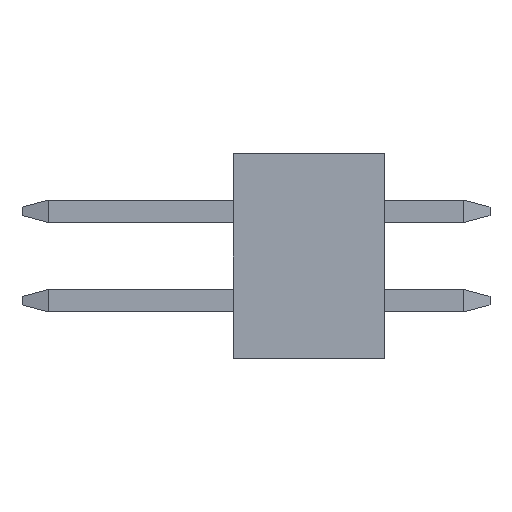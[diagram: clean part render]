
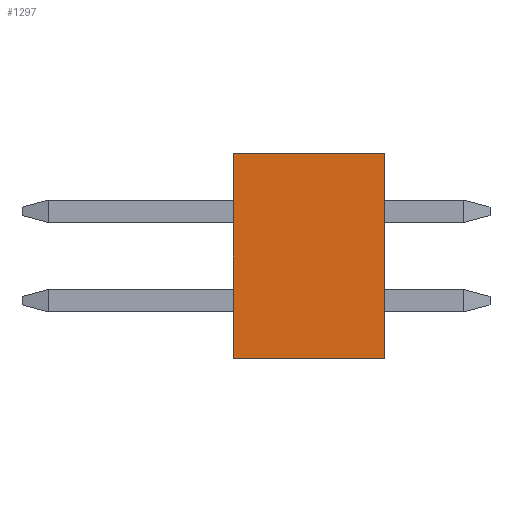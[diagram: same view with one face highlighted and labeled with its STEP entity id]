
A CAD part, left-side view. The second image highlights one B-rep face of the part: STEP entity #1297.
In plain terms, the highlighted planar face has unit normal (-1, 0, 0).
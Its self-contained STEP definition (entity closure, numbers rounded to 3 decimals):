
#189 = PLANE ( 'NONE',  #1464 ) ;
#193 = CARTESIAN_POINT ( 'NONE',  ( -0.227, 4.29, 0. ) ) ;
#252 = DIRECTION ( 'NONE',  ( 0., 0., -1. ) ) ;
#272 = DIRECTION ( 'NONE',  ( 1., 0., 0. ) ) ;
#280 = CARTESIAN_POINT ( 'NONE',  ( -0.227, 4.29, 0. ) ) ;
#305 = CARTESIAN_POINT ( 'NONE',  ( -0.227, 0., 0. ) ) ;
#335 = CARTESIAN_POINT ( 'NONE',  ( -0.227, 0., 0. ) ) ;
#342 = CARTESIAN_POINT ( 'NONE',  ( -0.227, 0., -5.8 ) ) ;
#365 = DIRECTION ( 'NONE',  ( 0., 0., 1. ) ) ;
#378 = CARTESIAN_POINT ( 'NONE',  ( -0.227, 4.29, -5.8 ) ) ;
#381 = CARTESIAN_POINT ( 'NONE',  ( -0.227, 4.29, 0. ) ) ;
#387 = DIRECTION ( 'NONE',  ( 0., 0., 1. ) ) ;
#497 = FACE_OUTER_BOUND ( 'NONE', #848, .T. ) ;
#507 = LINE ( 'NONE', #335, #567 ) ;
#556 = LINE ( 'NONE', #381, #558 ) ;
#558 = VECTOR ( 'NONE', #365, 1000. ) ;
#567 = VECTOR ( 'NONE', #387, 1000. ) ;
#848 = EDGE_LOOP ( 'NONE', ( #1485, #1040, #1483, #1487 ) ) ;
#935 = LINE ( 'NONE', #1589, #946 ) ;
#946 = VECTOR ( 'NONE', #1607, 1000. ) ;
#957 = LINE ( 'NONE', #1531, #959 ) ;
#959 = VECTOR ( 'NONE', #1552, 1000. ) ;
#1040 = ORIENTED_EDGE ( 'NONE', *, *, #1067, .F. ) ;
#1067 = EDGE_CURVE ( 'NONE', #1541, #1719, #957, .T. ) ;
#1075 = EDGE_CURVE ( 'NONE', #1731, #1752, #935, .T. ) ;
#1297 = ADVANCED_FACE ( 'NONE', ( #497 ), #189, .F. ) ;
#1464 = AXIS2_PLACEMENT_3D ( 'NONE', #193, #272, #252 ) ;
#1483 = ORIENTED_EDGE ( 'NONE', *, *, #1766, .F. ) ;
#1485 = ORIENTED_EDGE ( 'NONE', *, *, #1771, .T. ) ;
#1487 = ORIENTED_EDGE ( 'NONE', *, *, #1075, .T. ) ;
#1531 = CARTESIAN_POINT ( 'NONE',  ( -0.227, 4.29, 0. ) ) ;
#1541 = VERTEX_POINT ( 'NONE', #280 ) ;
#1552 = DIRECTION ( 'NONE',  ( 0., -1., 0. ) ) ;
#1589 = CARTESIAN_POINT ( 'NONE',  ( -0.227, 4.29, -5.8 ) ) ;
#1607 = DIRECTION ( 'NONE',  ( 0., -1., 0. ) ) ;
#1719 = VERTEX_POINT ( 'NONE', #305 ) ;
#1731 = VERTEX_POINT ( 'NONE', #378 ) ;
#1752 = VERTEX_POINT ( 'NONE', #342 ) ;
#1766 = EDGE_CURVE ( 'NONE', #1731, #1541, #556, .T. ) ;
#1771 = EDGE_CURVE ( 'NONE', #1752, #1719, #507, .T. ) ;
